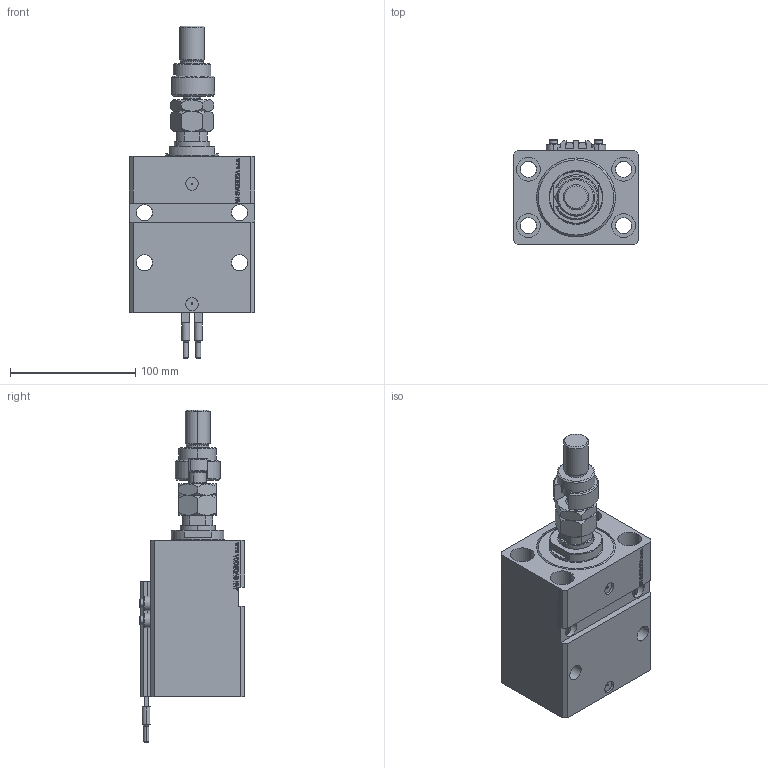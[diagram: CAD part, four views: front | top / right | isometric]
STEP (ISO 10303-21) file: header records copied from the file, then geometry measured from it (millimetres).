
FILE_DESCRIPTION (( 'STEP AP203' ), '1' );
FILE_NAME ('302b.STEP', '2023-10-07T15:54:14', ( '' ), ( '' ), 'SwSTEP 2.0', 'SolidWorks 2019', '' );
FILE_SCHEMA (( 'CONFIG_CONTROL_DESIGN' ));
Length unit declared in the file: millimetre
Products named in the file (9): ALLEN BOLT V250CE 4ada6467fa8338b08034e8edc3a60e26; DFA 4ada6467fa8338b08034e8edc3a60e26; MFA 4ada6467fa8338b08034e8edc3a60e26; FEMALE_PART_FOR_DFA 4ada6467fa8338b08034e8edc3a60e26; SWITCH_V250CE 4ada6467fa8338b08034e8edc3a60e26; V250CE_E_Body 4ada6467fa8338b08034e8edc3a60e26; V250CE_VC_E 4ada6467fa8338b08034e8edc3a60e26; V250CE_C_VCP 4ada6467fa8338b08034e8edc3a60e26; 302b
Assembly tree (12 placements, depth 3):
  302b
    V250CE_E_Body 4ada6467fa8338b08034e8edc3a60e26
    ALLEN BOLT V250CE 4ada6467fa8338b08034e8edc3a60e26  x4
    V250CE_C_VCP 4ada6467fa8338b08034e8edc3a60e26
    V250CE_VC_E 4ada6467fa8338b08034e8edc3a60e26
    DFA 4ada6467fa8338b08034e8edc3a60e26
      FEMALE_PART_FOR_DFA 4ada6467fa8338b08034e8edc3a60e26
      MFA 4ada6467fa8338b08034e8edc3a60e26
    SWITCH_V250CE 4ada6467fa8338b08034e8edc3a60e26  x2
Bounding box: 100 x 84 x 265 mm (x, y, z)
Volume: 821303.7 mm3; surface area: 166342.4 mm2
Topology: 12 solids, 12 shells, 1245 faces, 3070 edges, 1959 vertices
Faces by surface type: plane 595, bspline 357, cylinder 171, cone 100, torus 22
Entity records: 51852 total; most frequent: CARTESIAN_POINT 25902, ORIENTED_EDGE 5722, DIRECTION 3961, EDGE_CURVE 2861, VERTEX_POINT 1845, LINE 1697, VECTOR 1697, EDGE_LOOP 1284
